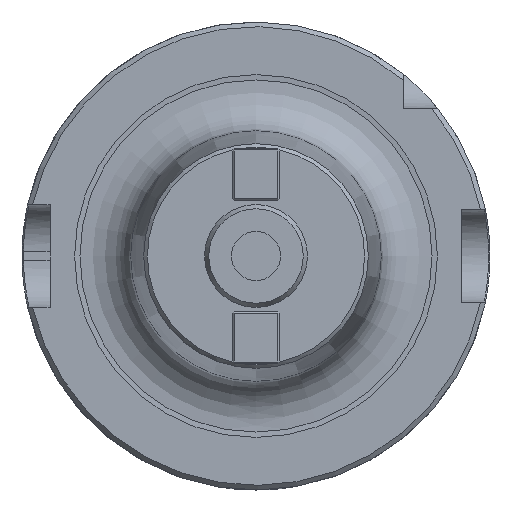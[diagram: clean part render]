
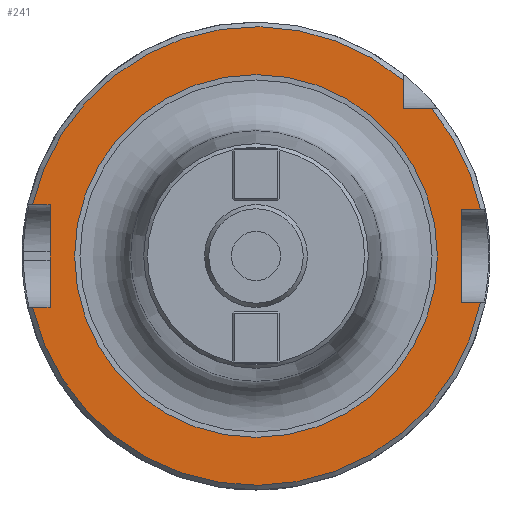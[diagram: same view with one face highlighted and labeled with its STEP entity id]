
A CAD part, left-side view. The second image highlights one B-rep face of the part: STEP entity #241.
In plain terms, the highlighted planar face has unit normal (-1, 0, 0).
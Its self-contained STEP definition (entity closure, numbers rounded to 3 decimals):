
#47=FACE_BOUND('',#525,.T.);
#48=FACE_BOUND('',#526,.T.);
#241=ADVANCED_FACE('',(#47,#48),#345,.F.);
#345=PLANE('',#2043);
#525=EDGE_LOOP('',(#1003,#1004,#1005,#1006,#1007,#1008,#1009,#1010,#1011,
#1012,#1013));
#526=EDGE_LOOP('',(#1014));
#664=LINE('',#3118,#795);
#665=LINE('',#3120,#796);
#666=LINE('',#3122,#797);
#667=LINE('',#3126,#798);
#668=LINE('',#3128,#799);
#669=LINE('',#3130,#800);
#670=LINE('',#3131,#801);
#671=LINE('',#3133,#802);
#795=VECTOR('',#2295,1.);
#796=VECTOR('',#2296,1.);
#797=VECTOR('',#2297,1.);
#798=VECTOR('',#2300,1.);
#799=VECTOR('',#2301,1.);
#800=VECTOR('',#2302,1.);
#801=VECTOR('',#2303,1.);
#802=VECTOR('',#2304,1.);
#1003=ORIENTED_EDGE('',*,*,#1719,.F.);
#1004=ORIENTED_EDGE('',*,*,#1720,.F.);
#1005=ORIENTED_EDGE('',*,*,#1721,.F.);
#1006=ORIENTED_EDGE('',*,*,#1722,.T.);
#1007=ORIENTED_EDGE('',*,*,#1723,.F.);
#1008=ORIENTED_EDGE('',*,*,#1724,.F.);
#1009=ORIENTED_EDGE('',*,*,#1725,.F.);
#1010=ORIENTED_EDGE('',*,*,#1649,.T.);
#1011=ORIENTED_EDGE('',*,*,#1726,.F.);
#1012=ORIENTED_EDGE('',*,*,#1727,.F.);
#1013=ORIENTED_EDGE('',*,*,#1653,.T.);
#1014=ORIENTED_EDGE('',*,*,#1728,.T.);
#1464=VERTEX_POINT('',#2704);
#1467=VERTEX_POINT('',#2716);
#1471=VERTEX_POINT('',#2731);
#1472=VERTEX_POINT('',#2733);
#1521=VERTEX_POINT('',#3119);
#1522=VERTEX_POINT('',#3121);
#1523=VERTEX_POINT('',#3123);
#1524=VERTEX_POINT('',#3125);
#1525=VERTEX_POINT('',#3127);
#1526=VERTEX_POINT('',#3129);
#1527=VERTEX_POINT('',#3132);
#1528=VERTEX_POINT('',#3135);
#1649=EDGE_CURVE('',#1464,#1467,#1919,.T.);
#1653=EDGE_CURVE('',#1472,#1471,#1921,.T.);
#1719=EDGE_CURVE('',#1521,#1471,#664,.T.);
#1720=EDGE_CURVE('',#1522,#1521,#665,.T.);
#1721=EDGE_CURVE('',#1523,#1522,#666,.T.);
#1722=EDGE_CURVE('',#1523,#1524,#1941,.T.);
#1723=EDGE_CURVE('',#1525,#1524,#667,.T.);
#1724=EDGE_CURVE('',#1526,#1525,#668,.T.);
#1725=EDGE_CURVE('',#1464,#1526,#669,.T.);
#1726=EDGE_CURVE('',#1527,#1467,#670,.T.);
#1727=EDGE_CURVE('',#1472,#1527,#671,.T.);
#1728=EDGE_CURVE('',#1528,#1528,#1942,.T.);
#1919=CIRCLE('',#2001,49.);
#1921=CIRCLE('',#2004,49.);
#1941=CIRCLE('',#2041,49.);
#1942=CIRCLE('',#2042,38.765);
#2001=AXIS2_PLACEMENT_3D('',#2717,#2199,#2200);
#2004=AXIS2_PLACEMENT_3D('',#2732,#2205,#2206);
#2041=AXIS2_PLACEMENT_3D('',#3124,#2298,#2299);
#2042=AXIS2_PLACEMENT_3D('',#3134,#2305,#2306);
#2043=AXIS2_PLACEMENT_3D('',#3136,#2307,#2308);
#2199=DIRECTION('',(-1.,0.,0.));
#2200=DIRECTION('',(0.,0.,-1.));
#2205=DIRECTION('',(-1.,0.,0.));
#2206=DIRECTION('',(0.,0.,-1.));
#2295=DIRECTION('',(0.,1.,0.));
#2296=DIRECTION('',(0.,0.,1.));
#2297=DIRECTION('',(0.,-1.,0.));
#2298=DIRECTION('',(-1.,0.,0.));
#2299=DIRECTION('',(0.,0.,-1.));
#2300=DIRECTION('',(0.,-1.,0.));
#2301=DIRECTION('',(0.,0.,-1.));
#2302=DIRECTION('',(0.,1.,0.));
#2303=DIRECTION('',(0.,-1.,0.));
#2304=DIRECTION('',(0.,0.,-1.));
#2305=DIRECTION('',(1.,0.,0.));
#2306=DIRECTION('',(0.,0.,-1.));
#2307=DIRECTION('',(1.,0.,0.));
#2308=DIRECTION('',(0.,0.,-1.));
#2704=CARTESIAN_POINT('',(150.,-47.969,10.));
#2716=CARTESIAN_POINT('',(150.,-37.533,31.5));
#2717=CARTESIAN_POINT('',(150.,0.,0.));
#2731=CARTESIAN_POINT('',(150.,47.749,11.));
#2732=CARTESIAN_POINT('',(150.,0.,0.));
#2733=CARTESIAN_POINT('',(150.,-31.5,37.533));
#3118=CARTESIAN_POINT('',(150.,60.5,11.));
#3119=CARTESIAN_POINT('',(150.,44.,11.));
#3120=CARTESIAN_POINT('',(150.,44.,-1.));
#3121=CARTESIAN_POINT('',(150.,44.,-11.));
#3122=CARTESIAN_POINT('',(150.,60.5,-11.));
#3123=CARTESIAN_POINT('',(150.,47.749,-11.));
#3124=CARTESIAN_POINT('',(150.,0.,0.));
#3125=CARTESIAN_POINT('',(150.,-47.969,-10.));
#3126=CARTESIAN_POINT('',(150.,-60.5,-10.));
#3127=CARTESIAN_POINT('',(150.,-44.,-10.));
#3128=CARTESIAN_POINT('',(150.,-44.,0.));
#3129=CARTESIAN_POINT('',(150.,-44.,10.));
#3130=CARTESIAN_POINT('',(150.,-60.5,10.));
#3131=CARTESIAN_POINT('',(150.,-60.5,31.5));
#3132=CARTESIAN_POINT('',(150.,-31.5,31.5));
#3133=CARTESIAN_POINT('',(150.,-31.5,41.5));
#3134=CARTESIAN_POINT('',(150.,0.,0.));
#3135=CARTESIAN_POINT('',(150.,0.,-38.765));
#3136=CARTESIAN_POINT('',(150.,0.,45.85));
